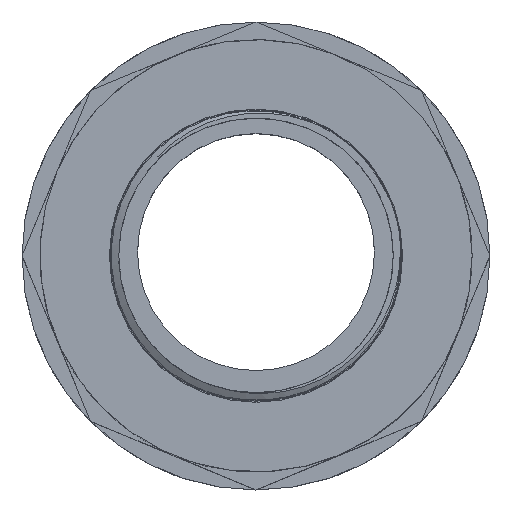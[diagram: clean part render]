
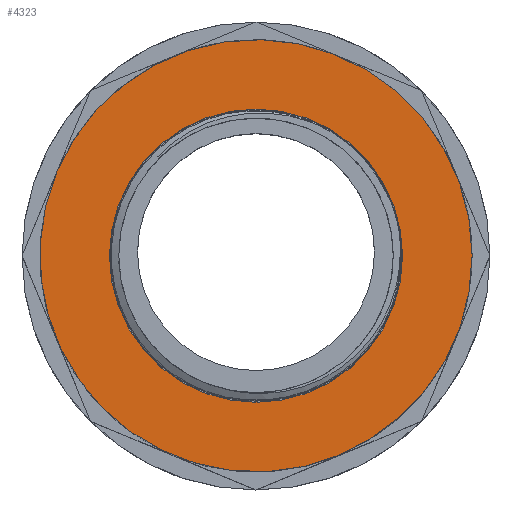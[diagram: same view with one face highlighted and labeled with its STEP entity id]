
A CAD part, top view. The second image highlights one B-rep face of the part: STEP entity #4323.
In plain terms, the highlighted planar face has unit normal (0, 0, 1).
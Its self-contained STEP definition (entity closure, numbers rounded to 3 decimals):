
#219 = CARTESIAN_POINT ( 'NONE',  ( 0., 0., 34. ) ) ;
#220 = DIRECTION ( 'NONE',  ( 0., 0., 1. ) ) ;
#221 = DIRECTION ( 'NONE',  ( 1., 0., 0. ) ) ;
#435 = CARTESIAN_POINT ( 'NONE',  ( 0., 0., 34. ) ) ;
#436 = DIRECTION ( 'NONE',  ( 0., 0., 1. ) ) ;
#437 = DIRECTION ( 'NONE',  ( 1., 0., 0. ) ) ;
#2771 = AXIS2_PLACEMENT_3D ( 'NONE', #219, #220, #221 ) ;
#2792 = CIRCLE ( 'NONE', #2813, 34.645 ) ;
#2813 = AXIS2_PLACEMENT_3D ( 'NONE', #435, #436, #437 ) ;
#2815 = CIRCLE ( 'NONE', #2771, 23.5 ) ;
#2851 = EDGE_CURVE ( 'NONE', #4917, #4917, #2815, .T. ) ;
#2865 = EDGE_CURVE ( 'NONE', #4923, #4923, #2792, .T. ) ;
#3682 = CARTESIAN_POINT ( 'NONE',  ( 0., 0., 34. ) ) ;
#3683 = FACE_BOUND ( 'NONE', #4947, .T. ) ;
#3686 = FACE_OUTER_BOUND ( 'NONE', #4514, .T. ) ;
#3687 = PLANE ( 'NONE',  #4244 ) ;
#3689 = DIRECTION ( 'NONE',  ( 0., 0., 1. ) ) ;
#3690 = DIRECTION ( 'NONE',  ( 1., 0., 0. ) ) ;
#4244 = AXIS2_PLACEMENT_3D ( 'NONE', #3682, #3689, #3690 ) ;
#4323 = ADVANCED_FACE ( 'NONE', ( #3686, #3683 ), #3687, .T. ) ;
#4514 = EDGE_LOOP ( 'NONE', ( #4725 ) ) ;
#4603 = ORIENTED_EDGE ( 'NONE', *, *, #2851, .F. ) ;
#4725 = ORIENTED_EDGE ( 'NONE', *, *, #2865, .T. ) ;
#4917 = VERTEX_POINT ( 'NONE', #4922 ) ;
#4922 = CARTESIAN_POINT ( 'NONE',  ( 23.5, 0., 34. ) ) ;
#4923 = VERTEX_POINT ( 'NONE', #4928 ) ;
#4928 = CARTESIAN_POINT ( 'NONE',  ( 34.645, 0., 34. ) ) ;
#4947 = EDGE_LOOP ( 'NONE', ( #4603 ) ) ;
